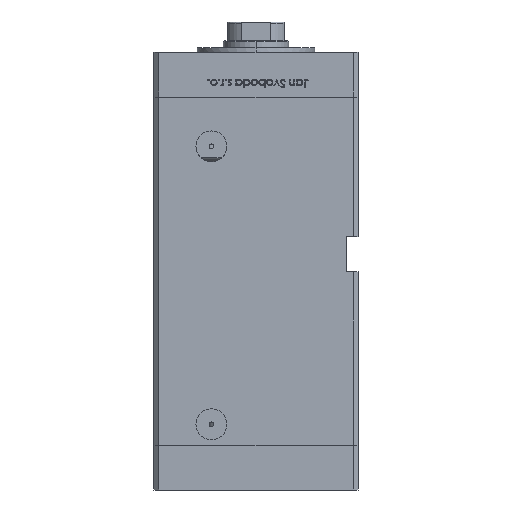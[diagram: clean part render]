
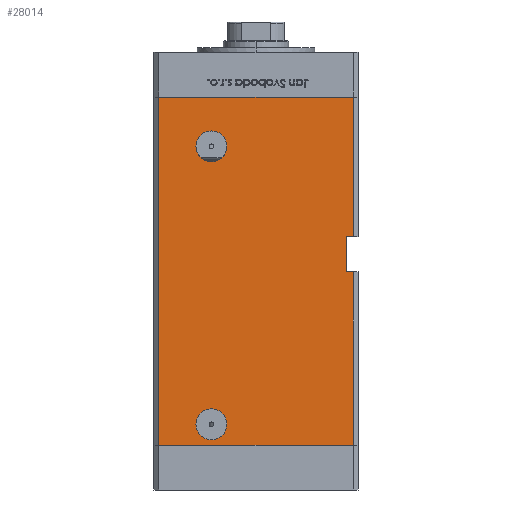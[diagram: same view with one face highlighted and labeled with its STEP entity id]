
A CAD part, left-side view. The second image highlights one B-rep face of the part: STEP entity #28014.
In plain terms, the highlighted planar face has unit normal (-1, 0, 0).
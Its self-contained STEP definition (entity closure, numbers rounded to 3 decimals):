
#65 = ORIENTED_EDGE ( 'NONE', *, *, #32308, .T. ) ;
#284 = ORIENTED_EDGE ( 'NONE', *, *, #1568, .F. ) ;
#875 = CARTESIAN_POINT ( 'NONE',  ( -50., 41.5, 148.5 ) ) ;
#899 = CARTESIAN_POINT ( 'NONE',  ( -50., -38.5, 74. ) ) ;
#1229 = VECTOR ( 'NONE', #19235, 1000. ) ;
#1568 = EDGE_CURVE ( 'NONE', #28054, #7998, #31403, .T. ) ;
#2010 = VERTEX_POINT ( 'NONE', #46570 ) ;
#2396 = EDGE_LOOP ( 'NONE', ( #284, #46055, #24642, #50671, #36953, #30701, #65, #3286 ) ) ;
#2826 = LINE ( 'NONE', #19509, #1229 ) ;
#3286 = ORIENTED_EDGE ( 'NONE', *, *, #41135, .T. ) ;
#3326 = VERTEX_POINT ( 'NONE', #52947 ) ;
#3362 = EDGE_LOOP ( 'NONE', ( #19349, #31881 ) ) ;
#3370 = VERTEX_POINT ( 'NONE', #37833 ) ;
#4024 = CARTESIAN_POINT ( 'NONE',  ( -50., -38.5, 89. ) ) ;
#4173 = EDGE_CURVE ( 'NONE', #14696, #15729, #2826, .T. ) ;
#4465 = CIRCLE ( 'NONE', #19067, 6.58 ) ;
#4627 = PLANE ( 'NONE',  #51485 ) ;
#5436 = FACE_OUTER_BOUND ( 'NONE', #2396, .T. ) ;
#6767 = CIRCLE ( 'NONE', #33376, 6.58 ) ;
#7449 = LINE ( 'NONE', #32182, #41296 ) ;
#7509 = EDGE_LOOP ( 'NONE', ( #18501, #22619 ) ) ;
#7908 = VECTOR ( 'NONE', #18492, 1000. ) ;
#7998 = VERTEX_POINT ( 'NONE', #39706 ) ;
#8602 = CARTESIAN_POINT ( 'NONE',  ( -50., -41.5, 148.5 ) ) ;
#8657 = EDGE_CURVE ( 'NONE', #2010, #3326, #40908, .T. ) ;
#8734 = DIRECTION ( 'NONE',  ( 0., -1., 0. ) ) ;
#9888 = EDGE_CURVE ( 'NONE', #29199, #26033, #11531, .T. ) ;
#10181 = VECTOR ( 'NONE', #46267, 1000. ) ;
#11531 = CIRCLE ( 'NONE', #41606, 6.58 ) ;
#12100 = DIRECTION ( 'NONE',  ( 0., 0., -1. ) ) ;
#12292 = VECTOR ( 'NONE', #35993, 1000. ) ;
#13238 = FACE_BOUND ( 'NONE', #3362, .T. ) ;
#14605 = CARTESIAN_POINT ( 'NONE',  ( -50., 12.42, 127.5 ) ) ;
#14696 = VERTEX_POINT ( 'NONE', #47579 ) ;
#15729 = VERTEX_POINT ( 'NONE', #8602 ) ;
#16362 = VERTEX_POINT ( 'NONE', #25872 ) ;
#17293 = DIRECTION ( 'NONE',  ( 0., -1., 0. ) ) ;
#17817 = CARTESIAN_POINT ( 'NONE',  ( -50., 12.42, 9. ) ) ;
#18373 = CARTESIAN_POINT ( 'NONE',  ( -50., 19., 127.5 ) ) ;
#18492 = DIRECTION ( 'NONE',  ( 0., -1., 0. ) ) ;
#18501 = ORIENTED_EDGE ( 'NONE', *, *, #22834, .F. ) ;
#19067 = AXIS2_PLACEMENT_3D ( 'NONE', #22275, #38708, #30351 ) ;
#19235 = DIRECTION ( 'NONE',  ( 0., -1., 0. ) ) ;
#19349 = ORIENTED_EDGE ( 'NONE', *, *, #40242, .F. ) ;
#19509 = CARTESIAN_POINT ( 'NONE',  ( -50., 41.5, 148.5 ) ) ;
#21690 = CARTESIAN_POINT ( 'NONE',  ( -50., 19., 127.5 ) ) ;
#21743 = VERTEX_POINT ( 'NONE', #17817 ) ;
#22275 = CARTESIAN_POINT ( 'NONE',  ( -50., 19., 9. ) ) ;
#22580 = CARTESIAN_POINT ( 'NONE',  ( -50., 25.58, 127.5 ) ) ;
#22619 = ORIENTED_EDGE ( 'NONE', *, *, #9888, .F. ) ;
#22631 = EDGE_CURVE ( 'NONE', #2010, #35064, #42488, .T. ) ;
#22803 = CARTESIAN_POINT ( 'NONE',  ( -50., 41.5, 0. ) ) ;
#22834 = EDGE_CURVE ( 'NONE', #26033, #29199, #37685, .T. ) ;
#24642 = ORIENTED_EDGE ( 'NONE', *, *, #8657, .F. ) ;
#25196 = DIRECTION ( 'NONE',  ( 0., -1., 0. ) ) ;
#25439 = VECTOR ( 'NONE', #17293, 1000. ) ;
#25872 = CARTESIAN_POINT ( 'NONE',  ( -50., 25.58, 9. ) ) ;
#26033 = VERTEX_POINT ( 'NONE', #14605 ) ;
#26685 = EDGE_CURVE ( 'NONE', #16362, #21743, #6767, .T. ) ;
#26704 = CARTESIAN_POINT ( 'NONE',  ( -50., -41.5, 89. ) ) ;
#27642 = LINE ( 'NONE', #22803, #7908 ) ;
#28014 = ADVANCED_FACE ( 'NONE', ( #5436, #13238, #42309 ), #4627, .F. ) ;
#28054 = VERTEX_POINT ( 'NONE', #51183 ) ;
#28148 = DIRECTION ( 'NONE',  ( 0., 0., -1. ) ) ;
#29108 = AXIS2_PLACEMENT_3D ( 'NONE', #21690, #49972, #25196 ) ;
#29129 = DIRECTION ( 'NONE',  ( 1., 0., 0. ) ) ;
#29199 = VERTEX_POINT ( 'NONE', #22580 ) ;
#30216 = VECTOR ( 'NONE', #51612, 1000. ) ;
#30351 = DIRECTION ( 'NONE',  ( 0., -1., 0. ) ) ;
#30701 = ORIENTED_EDGE ( 'NONE', *, *, #4173, .F. ) ;
#31403 = LINE ( 'NONE', #51860, #12292 ) ;
#31881 = ORIENTED_EDGE ( 'NONE', *, *, #26685, .F. ) ;
#32182 = CARTESIAN_POINT ( 'NONE',  ( -50., 41.5, 148.5 ) ) ;
#32308 = EDGE_CURVE ( 'NONE', #14696, #3370, #7449, .T. ) ;
#33376 = AXIS2_PLACEMENT_3D ( 'NONE', #42096, #49910, #8734 ) ;
#34894 = EDGE_CURVE ( 'NONE', #15729, #35064, #40504, .T. ) ;
#35064 = VERTEX_POINT ( 'NONE', #26704 ) ;
#35993 = DIRECTION ( 'NONE',  ( 0., 0., -1. ) ) ;
#36953 = ORIENTED_EDGE ( 'NONE', *, *, #34894, .F. ) ;
#37685 = CIRCLE ( 'NONE', #29108, 6.58 ) ;
#37833 = CARTESIAN_POINT ( 'NONE',  ( -50., 41.5, 0. ) ) ;
#38708 = DIRECTION ( 'NONE',  ( -1., 0., 0. ) ) ;
#39113 = DIRECTION ( 'NONE',  ( 0., -1., 0. ) ) ;
#39706 = CARTESIAN_POINT ( 'NONE',  ( -50., -41.5, 0. ) ) ;
#40242 = EDGE_CURVE ( 'NONE', #21743, #16362, #4465, .T. ) ;
#40250 = CARTESIAN_POINT ( 'NONE',  ( -50., -41.5, 148.5 ) ) ;
#40504 = LINE ( 'NONE', #40250, #30216 ) ;
#40908 = LINE ( 'NONE', #4024, #44999 ) ;
#41135 = EDGE_CURVE ( 'NONE', #3370, #7998, #27642, .T. ) ;
#41296 = VECTOR ( 'NONE', #28148, 1000. ) ;
#41606 = AXIS2_PLACEMENT_3D ( 'NONE', #18373, #51232, #39113 ) ;
#42096 = CARTESIAN_POINT ( 'NONE',  ( -50., 19., 9. ) ) ;
#42309 = FACE_BOUND ( 'NONE', #7509, .T. ) ;
#42488 = LINE ( 'NONE', #50847, #10181 ) ;
#44999 = VECTOR ( 'NONE', #12100, 1000. ) ;
#46055 = ORIENTED_EDGE ( 'NONE', *, *, #51696, .F. ) ;
#46267 = DIRECTION ( 'NONE',  ( 0., -1., 0. ) ) ;
#46570 = CARTESIAN_POINT ( 'NONE',  ( -50., -38.5, 89. ) ) ;
#47579 = CARTESIAN_POINT ( 'NONE',  ( -50., 41.5, 148.5 ) ) ;
#49887 = LINE ( 'NONE', #899, #25439 ) ;
#49910 = DIRECTION ( 'NONE',  ( -1., 0., 0. ) ) ;
#49972 = DIRECTION ( 'NONE',  ( -1., 0., 0. ) ) ;
#50117 = DIRECTION ( 'NONE',  ( 0., 1., 0. ) ) ;
#50671 = ORIENTED_EDGE ( 'NONE', *, *, #22631, .T. ) ;
#50847 = CARTESIAN_POINT ( 'NONE',  ( -50., -38.5, 89. ) ) ;
#51183 = CARTESIAN_POINT ( 'NONE',  ( -50., -41.5, 74. ) ) ;
#51232 = DIRECTION ( 'NONE',  ( -1., 0., 0. ) ) ;
#51485 = AXIS2_PLACEMENT_3D ( 'NONE', #875, #29129, #50117 ) ;
#51612 = DIRECTION ( 'NONE',  ( 0., 0., -1. ) ) ;
#51696 = EDGE_CURVE ( 'NONE', #3326, #28054, #49887, .T. ) ;
#51860 = CARTESIAN_POINT ( 'NONE',  ( -50., -41.5, 148.5 ) ) ;
#52947 = CARTESIAN_POINT ( 'NONE',  ( -50., -38.5, 74. ) ) ;
